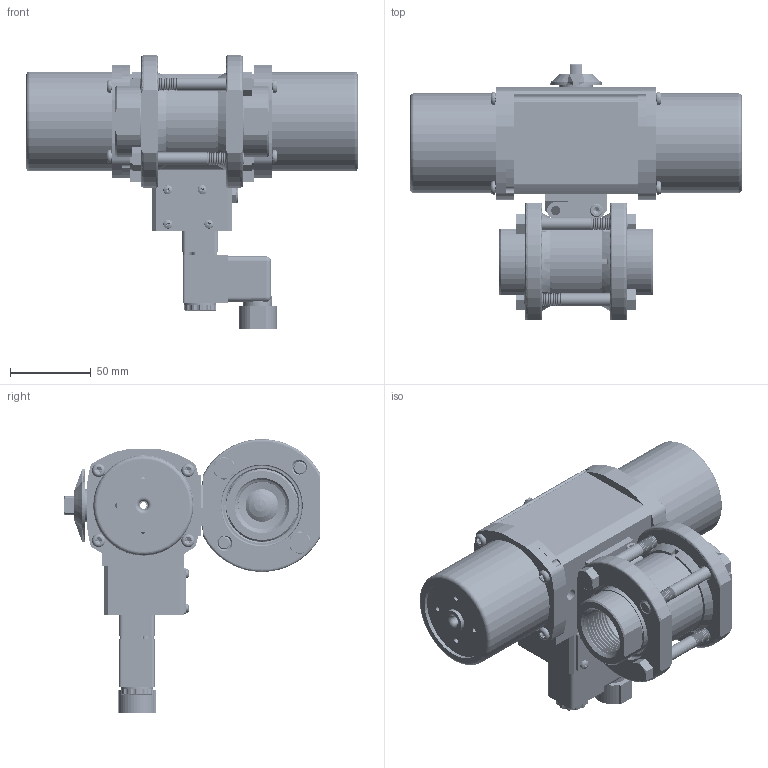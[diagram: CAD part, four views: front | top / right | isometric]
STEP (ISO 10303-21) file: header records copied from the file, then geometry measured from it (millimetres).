
FILE_DESCRIPTION (( 'STEP AP203' ), '1' );
FILE_NAME ('28XXSESA512SR3GPDC.step', '2018-06-12T19:12:24', ( '' ), ( '' ), 'SwSTEP 2.0', 'SolidWorks 2017', '' );
FILE_SCHEMA (( 'CONFIG_CONTROL_DESIGN' ));
Length unit declared in the file: inch
Products named in the file (1): 28XXSESA512SR3GPDC
Bounding box: 206.12 x 159.47 x 170.01 mm (x, y, z)
Volume: 752216.5 mm3; surface area: 320743.6 mm2
Topology: 67 solids, 67 shells, 5116 faces, 13403 edges, 8424 vertices
Faces by surface type: cylinder 2591, cone 1374, plane 759, torus 267, bspline 111, sphere 14
Entity records: 200252 total; most frequent: CARTESIAN_POINT 78273, ORIENTED_EDGE 26522, DIRECTION 25861, EDGE_CURVE 13261, AXIS2_PLACEMENT_3D 10505, VERTEX_POINT 8420, EDGE_LOOP 5505, CIRCLE 5499
